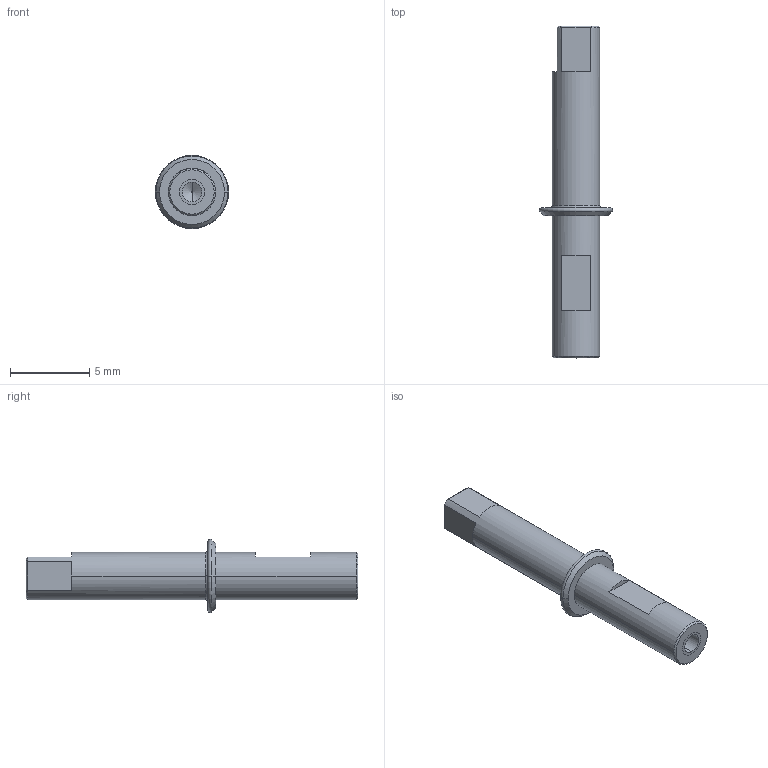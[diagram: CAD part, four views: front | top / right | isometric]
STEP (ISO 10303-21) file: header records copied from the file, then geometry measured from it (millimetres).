
FILE_DESCRIPTION((''),'2;1');
FILE_NAME('RC_IIT_010_P_016','2021-10-19T14:05:29',('silo-mech'),(''),'CREO PARAMETRIC BY PTC INC, 2020454','CREO PARAMETRIC BY PTC INC, 2020454','');
FILE_SCHEMA(('CONFIG_CONTROL_DESIGN'));
Length unit declared in the file: millimetre
Products named in the file (1): RC_IIT_010_P_016
Bounding box: 4.63 x 21 x 4.63 mm (x, y, z)
Volume: 145.2 mm3; surface area: 256.9 mm2
Topology: 1 solids, 2 shells, 35 faces, 74 edges, 46 vertices
Faces by surface type: plane 15, cone 8, cylinder 8, torus 4
Entity records: 1006 total; most frequent: DIRECTION 184, CARTESIAN_POINT 176, ORIENTED_EDGE 144, AXIS2_PLACEMENT_3D 78, EDGE_CURVE 74, VERTEX_POINT 46, CIRCLE 42, EDGE_LOOP 40
